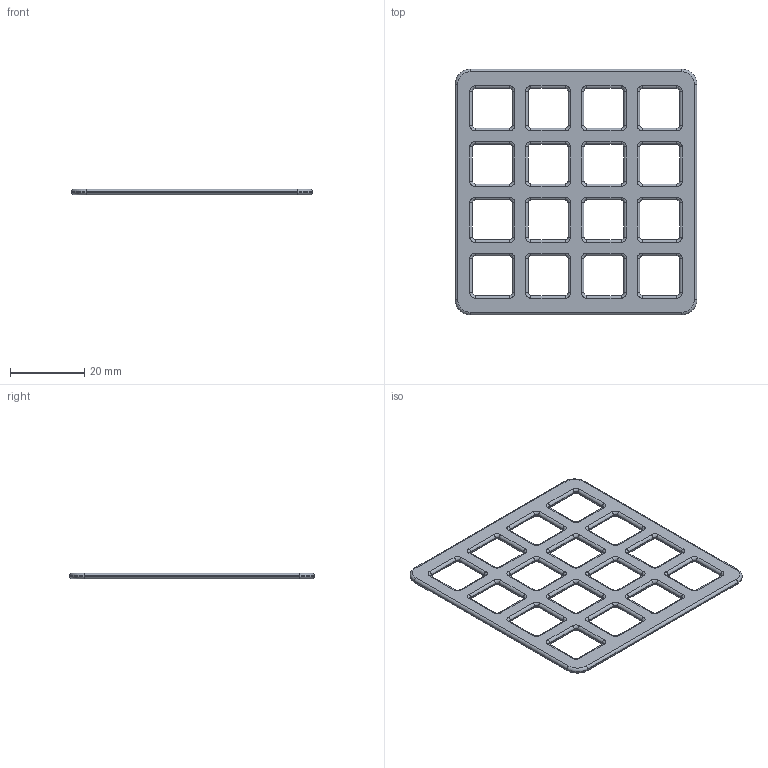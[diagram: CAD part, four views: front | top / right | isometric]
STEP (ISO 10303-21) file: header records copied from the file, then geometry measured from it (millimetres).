
FILE_DESCRIPTION((''),'2;1');
FILE_NAME('BEZEL-W','2023-12-26T23:21:15',('fidot'),(''),'CREO PARAMETRIC BY PTC INC, 2023134','CREO PARAMETRIC BY PTC INC, 2023134','');
FILE_SCHEMA(('CONFIG_CONTROL_DESIGN'));
Length unit declared in the file: millimetre
Products named in the file (1): BEZEL-W
Bounding box: 65 x 66 x 1.5 mm (x, y, z)
Volume: 3480 mm3; surface area: 5736.7 mm2
Topology: 1 solids, 1 shells, 410 faces, 952 edges, 544 vertices
Faces by surface type: cylinder 204, torus 136, plane 70
Entity records: 11686 total; most frequent: DIRECTION 2316, CARTESIAN_POINT 1906, ORIENTED_EDGE 1904, AXIS2_PLACEMENT_3D 954, EDGE_CURVE 952, VERTEX_POINT 544, CIRCLE 544, EDGE_LOOP 442
